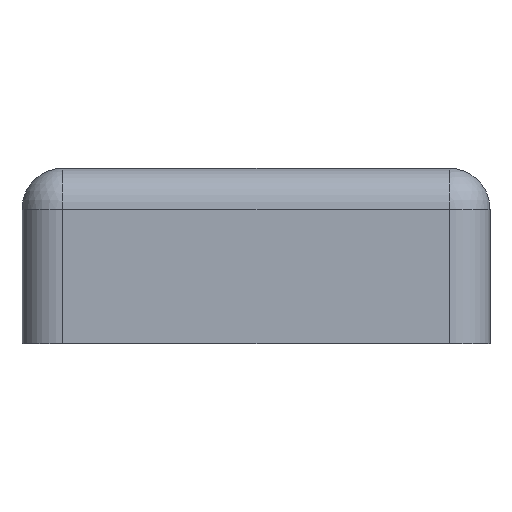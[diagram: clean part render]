
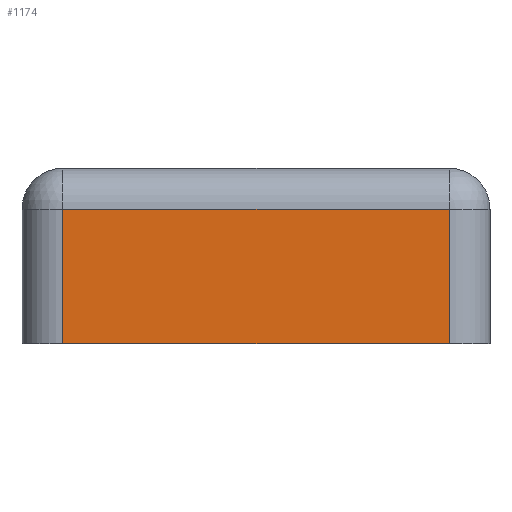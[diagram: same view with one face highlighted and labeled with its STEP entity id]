
A CAD part, left-side view. The second image highlights one B-rep face of the part: STEP entity #1174.
In plain terms, the highlighted planar face has unit normal (-1, 0, 0).
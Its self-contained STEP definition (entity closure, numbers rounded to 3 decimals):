
#538=CARTESIAN_POINT('',(0.,36.495,11.5));
#539=VERTEX_POINT('',#538);
#582=CARTESIAN_POINT('',(0.,3.495,11.5));
#583=VERTEX_POINT('',#582);
#607=CARTESIAN_POINT('',(0.,36.495,11.5));
#608=DIRECTION('',(0.0,-1.0,0.0));
#609=VECTOR('',#608,33.0);
#610=LINE('',#607,#609);
#611=EDGE_CURVE('',#539,#583,#610,.T.);
#628=CARTESIAN_POINT('',(0.,3.495,0.0));
#629=VERTEX_POINT('',#628);
#646=CARTESIAN_POINT('',(0.,3.495,11.5));
#647=DIRECTION('',(0.0,0.0,-1.0));
#648=VECTOR('',#647,11.5);
#649=LINE('',#646,#648);
#650=EDGE_CURVE('',#583,#629,#649,.T.);
#684=CARTESIAN_POINT('',(0.,36.495,0.0));
#685=VERTEX_POINT('',#684);
#693=CARTESIAN_POINT('',(0.,36.495,0.0));
#694=DIRECTION('',(0.0,0.0,1.0));
#695=VECTOR('',#694,11.5);
#696=LINE('',#693,#695);
#697=EDGE_CURVE('',#685,#539,#696,.T.);
#868=CARTESIAN_POINT('',(0.,3.495,0.0));
#869=DIRECTION('',(0.0,1.0,0.0));
#870=VECTOR('',#869,33.0);
#871=LINE('',#868,#870);
#872=EDGE_CURVE('',#629,#685,#871,.T.);
#1163=CARTESIAN_POINT('',(0.,-0.005,0.0));
#1164=DIRECTION('',(-1.0,0.0,0.0));
#1165=DIRECTION('',(0.0,0.0,1.0));
#1166=AXIS2_PLACEMENT_3D('',#1163,#1164,#1165);
#1167=PLANE('',#1166);
#1168=ORIENTED_EDGE('',*,*,#697,.F.);
#1169=ORIENTED_EDGE('',*,*,#872,.F.);
#1170=ORIENTED_EDGE('',*,*,#650,.F.);
#1171=ORIENTED_EDGE('',*,*,#611,.F.);
#1172=EDGE_LOOP('',(#1168,#1169,#1170,#1171));
#1173=FACE_OUTER_BOUND('',#1172,.T.);
#1174=ADVANCED_FACE('',(#1173),#1167,.T.);
